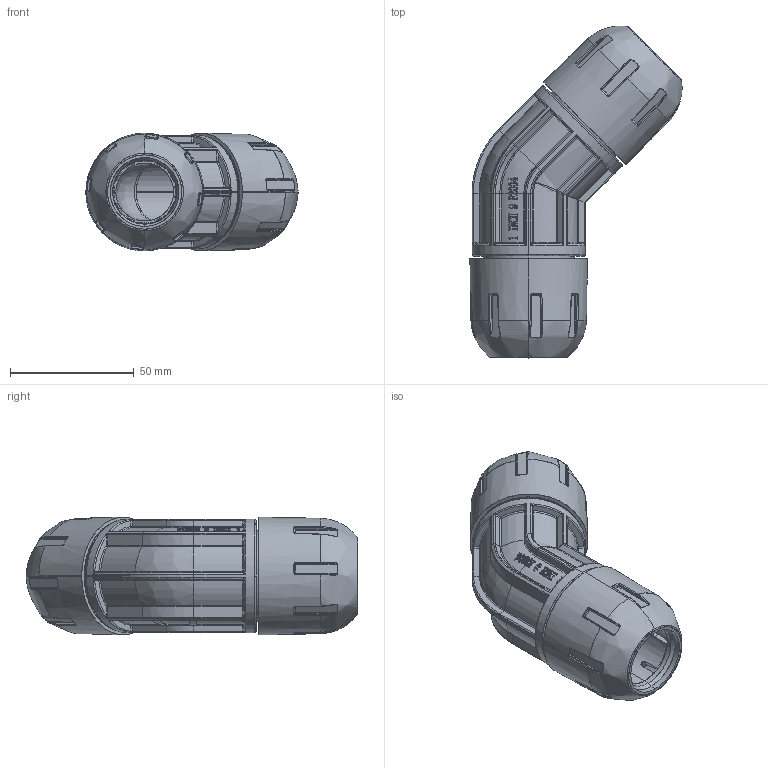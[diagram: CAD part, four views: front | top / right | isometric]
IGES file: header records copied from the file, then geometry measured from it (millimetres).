
Start section: SolidWorks IGES file using analytic representation for surfaces
Global section: file name: F2004.IGS; native system: SolidWorks 2018; preprocessor: SolidWorks 2018; author: andyr; date: 190730.082010; units: millimetre
Bounding box: 85.93 x 134.37 x 47.62 mm (x, y, z)
Surface area: 69000.1 mm2 (no closed solid volume)
Topology: 0 solids, 0 shells, 2027 faces, 17148 edges, 16912 vertices
Faces by surface type: bspline 1210, revolution 817
